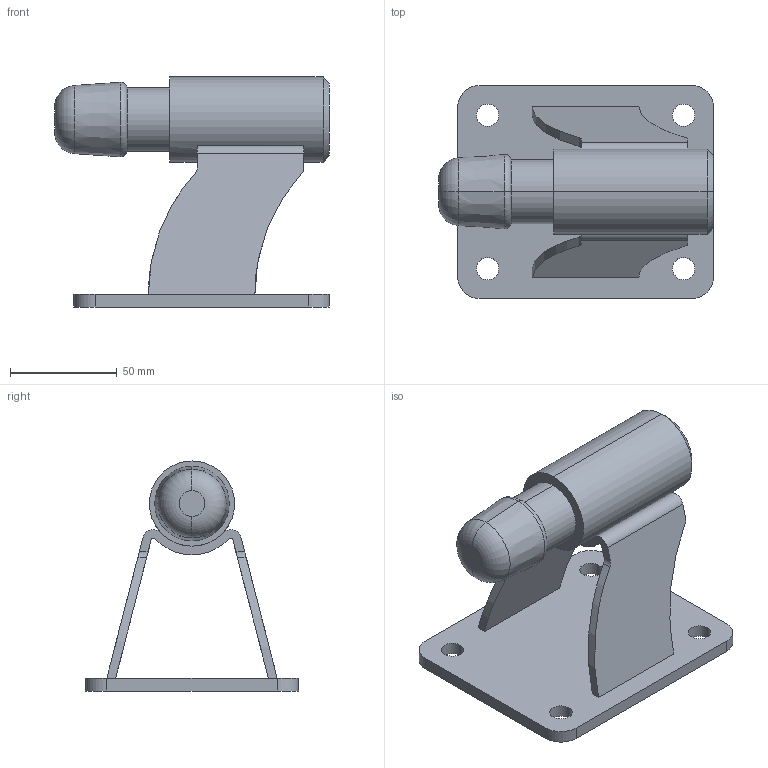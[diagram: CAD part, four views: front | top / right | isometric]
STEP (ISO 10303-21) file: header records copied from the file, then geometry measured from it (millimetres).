
FILE_DESCRIPTION (( 'STEP AP203' ), '1' );
FILE_NAME ('H_10B-130x85-SPRING.STEP', '2022-09-19T09:34:28', ( '' ), ( '' ), 'SwSTEP 2.0', 'SolidWorks 2019', '' );
FILE_SCHEMA (( 'CONFIG_CONTROL_DESIGN' ));
Length unit declared in the file: millimetre
Products named in the file (1): H_10B-130x85-SPRING
Bounding box: 129 x 100 x 108 mm (x, y, z)
Volume: 241530.2 mm3; surface area: 59734.5 mm2
Topology: 1 solids, 1 shells, 54 faces, 144 edges, 94 vertices
Faces by surface type: cylinder 30, plane 16, torus 4, cone 4
Entity records: 1799 total; most frequent: CARTESIAN_POINT 341, DIRECTION 300, ORIENTED_EDGE 288, EDGE_CURVE 144, AXIS2_PLACEMENT_3D 117, VERTEX_POINT 94, EDGE_LOOP 66, LINE 66
